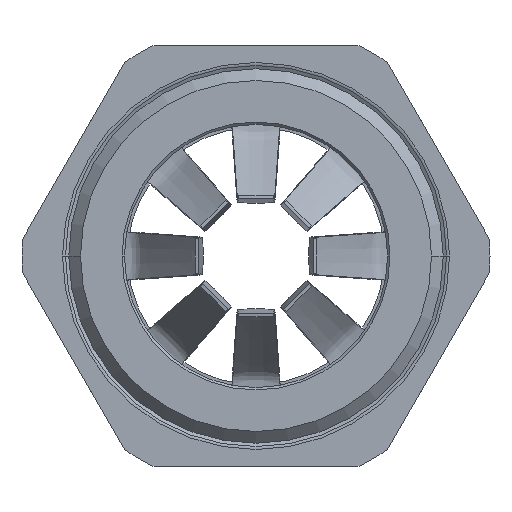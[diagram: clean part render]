
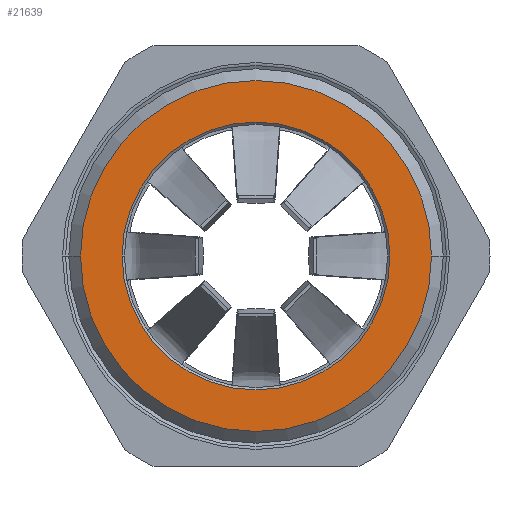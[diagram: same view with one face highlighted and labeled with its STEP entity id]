
A CAD part, front view. The second image highlights one B-rep face of the part: STEP entity #21639.
In plain terms, the highlighted planar face has unit normal (0, -1, 0).
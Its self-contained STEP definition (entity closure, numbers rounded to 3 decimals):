
#20833=CARTESIAN_POINT('',(0.,-9.5,0.));
#20834=DIRECTION('',(0.,1.,0.));
#20835=DIRECTION('',(1.,0.,0.));
#20836=AXIS2_PLACEMENT_3D('',#20833,#20834,#20835);
#20838=CARTESIAN_POINT('',(0.,-9.5,0.));
#20839=DIRECTION('',(0.,1.,0.));
#20840=DIRECTION('',(-1.,0.,0.));
#20841=AXIS2_PLACEMENT_3D('',#20838,#20839,#20840);
#20843=CARTESIAN_POINT('',(0.,-9.5,0.));
#20844=DIRECTION('',(0.,-1.,0.));
#20845=DIRECTION('',(-1.,0.,0.));
#20846=AXIS2_PLACEMENT_3D('',#20843,#20844,#20845);
#20848=CARTESIAN_POINT('',(0.,-9.5,0.));
#20849=DIRECTION('',(0.,-1.,0.));
#20850=DIRECTION('',(1.,0.,0.));
#20851=AXIS2_PLACEMENT_3D('',#20848,#20849,#20850);
#21406=CARTESIAN_POINT('',(-15.,-9.5,0.));
#21407=VERTEX_POINT('',#21406);
#21410=CARTESIAN_POINT('',(15.,-9.5,0.));
#21411=VERTEX_POINT('',#21410);
#21412=CARTESIAN_POINT('',(-11.45,-9.5,0.));
#21413=CARTESIAN_POINT('',(11.45,-9.5,0.));
#21414=VERTEX_POINT('',#21412);
#21415=VERTEX_POINT('',#21413);
#21623=CARTESIAN_POINT('',(0.,-9.5,0.));
#21624=DIRECTION('',(0.,1.,0.));
#21625=DIRECTION('',(1.,0.,0.));
#21626=AXIS2_PLACEMENT_3D('',#21623,#21624,#21625);
#21627=PLANE('',#21626);
#21629=ORIENTED_EDGE('',*,*,#21628,.T.);
#21630=ORIENTED_EDGE('',*,*,#21613,.T.);
#21631=EDGE_LOOP('',(#21629,#21630));
#21632=FACE_OUTER_BOUND('',#21631,.F.);
#21634=ORIENTED_EDGE('',*,*,#21633,.T.);
#21636=ORIENTED_EDGE('',*,*,#21635,.T.);
#21637=EDGE_LOOP('',(#21634,#21636));
#21638=FACE_BOUND('',#21637,.F.);
#21639=ADVANCED_FACE('',(#21632,#21638),#21627,.F.);
#20837=CIRCLE('',#20836,15.);
#20842=CIRCLE('',#20841,15.);
#20847=CIRCLE('',#20846,11.45);
#20852=CIRCLE('',#20851,11.45);
#21613=EDGE_CURVE('',#21407,#21411,#20842,.T.);
#21628=EDGE_CURVE('',#21411,#21407,#20837,.T.);
#21633=EDGE_CURVE('',#21414,#21415,#20847,.T.);
#21635=EDGE_CURVE('',#21415,#21414,#20852,.T.);
